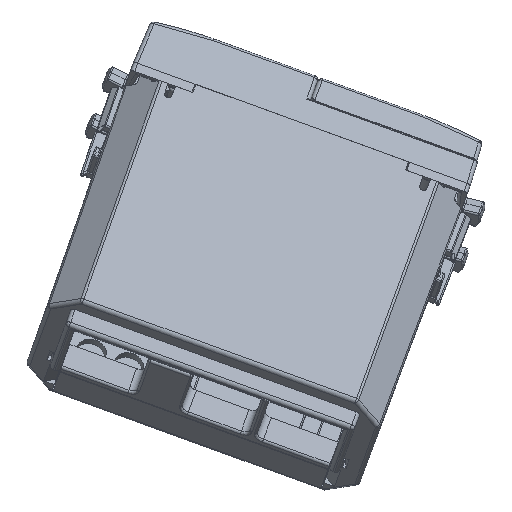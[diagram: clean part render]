
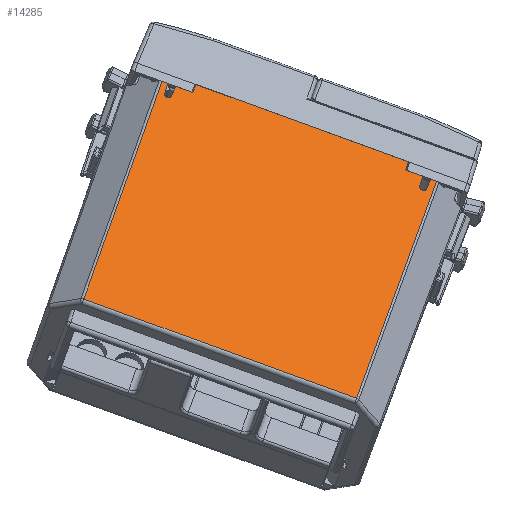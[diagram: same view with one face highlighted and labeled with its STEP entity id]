
A CAD part, left-side view. The second image highlights one B-rep face of the part: STEP entity #14285.
In plain terms, the highlighted face is planar.
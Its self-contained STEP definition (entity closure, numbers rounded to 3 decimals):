
#10308=CARTESIAN_POINT('Vertex',(10.874,18.168,-34.504)) ;
#10311=CARTESIAN_POINT('Line Origine',(10.874,0.248,-34.504)) ;
#10315=CARTESIAN_POINT('Vertex',(10.874,-18.168,-34.504)) ;
#12278=CARTESIAN_POINT('Line Origine',(11.175,-17.896,0.)) ;
#12282=CARTESIAN_POINT('Vertex',(11.175,-17.5,0.)) ;
#12284=CARTESIAN_POINT('Vertex',(11.175,-18.293,0.)) ;
#12530=CARTESIAN_POINT('Vertex',(11.175,17.5,0.)) ;
#12533=CARTESIAN_POINT('Line Origine',(11.175,17.896,0.)) ;
#12537=CARTESIAN_POINT('Vertex',(11.175,18.293,0.)) ;
#12566=CARTESIAN_POINT('Vertex',(11.162,17.473,-1.535)) ;
#12569=CARTESIAN_POINT('Line Origine',(11.168,17.487,-0.767)) ;
#12585=CARTESIAN_POINT('Vertex',(11.162,16.527,-1.535)) ;
#12589=CARTESIAN_POINT('Control Point',(11.162,17.473,-1.535)) ;
#12590=CARTESIAN_POINT('Control Point',(11.159,17.468,-1.829)) ;
#12591=CARTESIAN_POINT('Control Point',(11.156,17.237,-2.131)) ;
#12592=CARTESIAN_POINT('Control Point',(11.156,16.763,-2.131)) ;
#12593=CARTESIAN_POINT('Control Point',(11.159,16.532,-1.829)) ;
#12594=CARTESIAN_POINT('Control Point',(11.162,16.527,-1.535)) ;
#12607=CARTESIAN_POINT('Vertex',(11.175,16.5,0.)) ;
#12610=CARTESIAN_POINT('Line Origine',(11.168,16.513,-0.767)) ;
#12626=CARTESIAN_POINT('Vertex',(11.175,14.175,0.)) ;
#12629=CARTESIAN_POINT('Line Origine',(11.175,15.338,0.)) ;
#12663=CARTESIAN_POINT('Vertex',(11.186,14.153,1.275)) ;
#12667=CARTESIAN_POINT('Control Point',(11.175,14.175,0.)) ;
#12668=CARTESIAN_POINT('Control Point',(11.186,14.153,1.275)) ;
#12759=CARTESIAN_POINT('Vertex',(11.175,-14.175,0.)) ;
#12763=CARTESIAN_POINT('Control Point',(11.175,-14.175,0.)) ;
#12764=CARTESIAN_POINT('Control Point',(11.186,-14.153,1.275)) ;
#12765=CARTESIAN_POINT('Vertex',(11.186,-14.153,1.275)) ;
#12788=CARTESIAN_POINT('Line Origine',(11.175,-15.338,0.)) ;
#12792=CARTESIAN_POINT('Vertex',(11.175,-16.5,0.)) ;
#12811=CARTESIAN_POINT('Vertex',(11.162,-16.527,-1.535)) ;
#12814=CARTESIAN_POINT('Line Origine',(11.168,-16.513,-0.767)) ;
#12830=CARTESIAN_POINT('Vertex',(11.162,-17.473,-1.535)) ;
#12834=CARTESIAN_POINT('Control Point',(11.162,-17.473,-1.535)) ;
#12835=CARTESIAN_POINT('Control Point',(11.159,-17.468,-1.829)) ;
#12836=CARTESIAN_POINT('Control Point',(11.156,-17.237,-2.131)) ;
#12837=CARTESIAN_POINT('Control Point',(11.156,-16.763,-2.131)) ;
#12838=CARTESIAN_POINT('Control Point',(11.159,-16.532,-1.829)) ;
#12839=CARTESIAN_POINT('Control Point',(11.162,-16.527,-1.535)) ;
#12848=CARTESIAN_POINT('Line Origine',(11.168,-17.487,-0.767)) ;
#14249=CARTESIAN_POINT('Axis2P3D Location',(11.175,0.,0.)) ;
#14255=CARTESIAN_POINT('Control Point',(11.175,-18.293,0.)) ;
#14256=CARTESIAN_POINT('Control Point',(10.874,-18.168,-34.504)) ;
#14259=CARTESIAN_POINT('Control Point',(11.175,18.293,0.)) ;
#14260=CARTESIAN_POINT('Control Point',(10.874,18.168,-34.504)) ;
#14262=CARTESIAN_POINT('Line Origine',(11.186,0.,1.275)) ;
#10312=DIRECTION('Vector Direction',(0.,-1.,0.)) ;
#12279=DIRECTION('Vector Direction',(0.,-1.,0.)) ;
#12534=DIRECTION('Vector Direction',(0.,1.,0.)) ;
#12570=DIRECTION('Vector Direction',(-0.009,-0.017,-1.)) ;
#12611=DIRECTION('Vector Direction',(-0.009,0.017,-1.)) ;
#12630=DIRECTION('Vector Direction',(0.,1.,0.)) ;
#12789=DIRECTION('Vector Direction',(0.,-1.,0.)) ;
#12815=DIRECTION('Vector Direction',(-0.009,-0.017,-1.)) ;
#12849=DIRECTION('Vector Direction',(-0.009,0.017,-1.)) ;
#14250=DIRECTION('Axis2P3D Direction',(-1.,0.,0.009)) ;
#14251=DIRECTION('Axis2P3D XDirection',(0.,-1.,0.)) ;
#14263=DIRECTION('Vector Direction',(0.,-1.,0.)) ;
#14252=AXIS2_PLACEMENT_3D('Plane Axis2P3D',#14249,#14250,#14251) ;
#14268=ORIENTED_EDGE('',*,*,#14257,.F.) ;
#14269=ORIENTED_EDGE('',*,*,#10317,.F.) ;
#14270=ORIENTED_EDGE('',*,*,#14261,.F.) ;
#14271=ORIENTED_EDGE('',*,*,#12539,.F.) ;
#14272=ORIENTED_EDGE('',*,*,#12573,.T.) ;
#14273=ORIENTED_EDGE('',*,*,#12595,.T.) ;
#14274=ORIENTED_EDGE('',*,*,#12614,.F.) ;
#14275=ORIENTED_EDGE('',*,*,#12633,.F.) ;
#14276=ORIENTED_EDGE('',*,*,#12669,.T.) ;
#14277=ORIENTED_EDGE('',*,*,#14266,.F.) ;
#14278=ORIENTED_EDGE('',*,*,#12767,.T.) ;
#14279=ORIENTED_EDGE('',*,*,#12794,.T.) ;
#14280=ORIENTED_EDGE('',*,*,#12818,.T.) ;
#14281=ORIENTED_EDGE('',*,*,#12840,.F.) ;
#14282=ORIENTED_EDGE('',*,*,#12852,.F.) ;
#14283=ORIENTED_EDGE('',*,*,#12286,.T.) ;
#10313=VECTOR('Line Direction',#10312,1.) ;
#12280=VECTOR('Line Direction',#12279,1.) ;
#12535=VECTOR('Line Direction',#12534,1.) ;
#12571=VECTOR('Line Direction',#12570,1.) ;
#12612=VECTOR('Line Direction',#12611,1.) ;
#12631=VECTOR('Line Direction',#12630,1.) ;
#12790=VECTOR('Line Direction',#12789,1.) ;
#12816=VECTOR('Line Direction',#12815,1.) ;
#12850=VECTOR('Line Direction',#12849,1.) ;
#14264=VECTOR('Line Direction',#14263,1.) ;
#14285=ADVANCED_FACE('PartBody',(#14284),#14253,.F.) ;
#12588=B_SPLINE_CURVE_WITH_KNOTS('',5,(#12589,#12590,#12591,#12592,#12593,#12594),.UNSPECIFIED.,.F.,.U.,(6,6),(0.,2.079),.UNSPECIFIED.) ;
#12666=B_SPLINE_CURVE_WITH_KNOTS('',1,(#12667,#12668),.UNSPECIFIED.,.F.,.U.,(2,2),(-0.638,0.638),.UNSPECIFIED.) ;
#12762=B_SPLINE_CURVE_WITH_KNOTS('',1,(#12763,#12764),.UNSPECIFIED.,.F.,.U.,(2,2),(-0.638,0.638),.UNSPECIFIED.) ;
#12833=B_SPLINE_CURVE_WITH_KNOTS('',5,(#12834,#12835,#12836,#12837,#12838,#12839),.UNSPECIFIED.,.F.,.U.,(6,6),(0.,2.079),.UNSPECIFIED.) ;
#14254=B_SPLINE_CURVE_WITH_KNOTS('',1,(#14255,#14256),.UNSPECIFIED.,.F.,.U.,(2,2),(-16.464,18.042),.UNSPECIFIED.) ;
#14258=B_SPLINE_CURVE_WITH_KNOTS('',1,(#14259,#14260),.UNSPECIFIED.,.F.,.U.,(2,2),(-16.464,18.042),.UNSPECIFIED.) ;
#10317=EDGE_CURVE('',#10309,#10316,#10314,.T.) ;
#12286=EDGE_CURVE('',#12283,#12285,#12281,.T.) ;
#12539=EDGE_CURVE('',#12531,#12538,#12536,.T.) ;
#12573=EDGE_CURVE('',#12531,#12567,#12572,.T.) ;
#12595=EDGE_CURVE('',#12567,#12586,#12588,.T.) ;
#12614=EDGE_CURVE('',#12608,#12586,#12613,.T.) ;
#12633=EDGE_CURVE('',#12627,#12608,#12632,.T.) ;
#12669=EDGE_CURVE('',#12627,#12664,#12666,.T.) ;
#12767=EDGE_CURVE('',#12766,#12760,#12762,.F.) ;
#12794=EDGE_CURVE('',#12760,#12793,#12791,.T.) ;
#12818=EDGE_CURVE('',#12793,#12812,#12817,.T.) ;
#12840=EDGE_CURVE('',#12831,#12812,#12833,.T.) ;
#12852=EDGE_CURVE('',#12283,#12831,#12851,.T.) ;
#14257=EDGE_CURVE('',#10316,#12285,#14254,.F.) ;
#14261=EDGE_CURVE('',#12538,#10309,#14258,.T.) ;
#14266=EDGE_CURVE('',#12766,#12664,#14265,.F.) ;
#14267=EDGE_LOOP('',(#14268,#14269,#14270,#14271,#14272,#14273,#14274,#14275,#14276,#14277,#14278,#14279,#14280,#14281,#14282,#14283)) ;
#14284=FACE_OUTER_BOUND('',#14267,.T.) ;
#10314=LINE('Line',#10311,#10313) ;
#12281=LINE('Line',#12278,#12280) ;
#12536=LINE('Line',#12533,#12535) ;
#12572=LINE('Line',#12569,#12571) ;
#12613=LINE('Line',#12610,#12612) ;
#12632=LINE('Line',#12629,#12631) ;
#12791=LINE('Line',#12788,#12790) ;
#12817=LINE('Line',#12814,#12816) ;
#12851=LINE('Line',#12848,#12850) ;
#14265=LINE('Line',#14262,#14264) ;
#14253=PLANE('',#14252) ;
#10309=VERTEX_POINT('',#10308) ;
#10316=VERTEX_POINT('',#10315) ;
#12283=VERTEX_POINT('',#12282) ;
#12285=VERTEX_POINT('',#12284) ;
#12531=VERTEX_POINT('',#12530) ;
#12538=VERTEX_POINT('',#12537) ;
#12567=VERTEX_POINT('',#12566) ;
#12586=VERTEX_POINT('',#12585) ;
#12608=VERTEX_POINT('',#12607) ;
#12627=VERTEX_POINT('',#12626) ;
#12664=VERTEX_POINT('',#12663) ;
#12760=VERTEX_POINT('',#12759) ;
#12766=VERTEX_POINT('',#12765) ;
#12793=VERTEX_POINT('',#12792) ;
#12812=VERTEX_POINT('',#12811) ;
#12831=VERTEX_POINT('',#12830) ;
